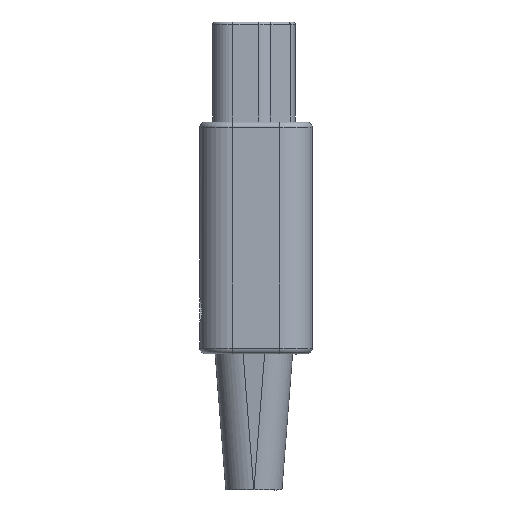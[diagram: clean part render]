
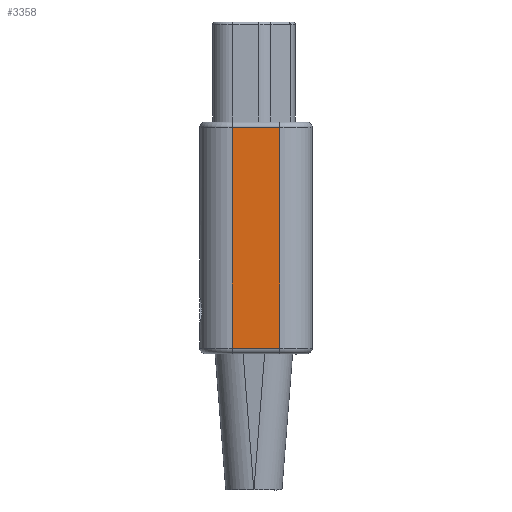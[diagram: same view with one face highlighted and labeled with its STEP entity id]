
A CAD part, left-side view. The second image highlights one B-rep face of the part: STEP entity #3358.
In plain terms, the highlighted planar face has unit normal (-1, 0, 0).
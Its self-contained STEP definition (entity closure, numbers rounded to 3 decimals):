
#509 = VERTEX_POINT ( 'NONE', #5031 ) ;
#3358 = ADVANCED_FACE ( 'NONE', ( #6760 ), #6755, .F. ) ;
#3372 = ORIENTED_EDGE ( 'NONE', *, *, #3485, .T. ) ;
#3379 = EDGE_LOOP ( 'NONE', ( #3372, #3489, #3380, #3482 ) ) ;
#3380 = ORIENTED_EDGE ( 'NONE', *, *, #3537, .T. ) ;
#3381 = EDGE_CURVE ( 'NONE', #6000, #3563, #6847, .T. ) ;
#3482 = ORIENTED_EDGE ( 'NONE', *, *, #3667, .T. ) ;
#3485 = EDGE_CURVE ( 'NONE', #3812, #6000, #7293, .T. ) ;
#3489 = ORIENTED_EDGE ( 'NONE', *, *, #3381, .T. ) ;
#3537 = EDGE_CURVE ( 'NONE', #3563, #509, #7402, .T. ) ;
#3563 = VERTEX_POINT ( 'NONE', #7443 ) ;
#3667 = EDGE_CURVE ( 'NONE', #509, #3812, #7514, .T. ) ;
#3812 = VERTEX_POINT ( 'NONE', #7798 ) ;
#5031 = CARTESIAN_POINT ( 'NONE',  ( -14.3, -5.4, -1. ) ) ;
#5071 = CARTESIAN_POINT ( 'NONE',  ( -14.3, 3.4, -42.3 ) ) ;
#6000 = VERTEX_POINT ( 'NONE', #5071 ) ;
#6755 = PLANE ( 'NONE',  #6770 ) ;
#6760 = FACE_OUTER_BOUND ( 'NONE', #3379, .T. ) ;
#6767 = DIRECTION ( 'NONE',  ( 0., 0., 1. ) ) ;
#6768 = DIRECTION ( 'NONE',  ( 1., 0., 0. ) ) ;
#6769 = CARTESIAN_POINT ( 'NONE',  ( -14.3, 0., 0. ) ) ;
#6770 = AXIS2_PLACEMENT_3D ( 'NONE', #6769, #6768, #6767 ) ;
#6844 = DIRECTION ( 'NONE',  ( 0., -1., 0. ) ) ;
#6845 = VECTOR ( 'NONE', #6844, 1000. ) ;
#6846 = CARTESIAN_POINT ( 'NONE',  ( -14.3, 0., -42.3 ) ) ;
#6847 = LINE ( 'NONE', #6846, #6845 ) ;
#7290 = DIRECTION ( 'NONE',  ( 0., 0., -1. ) ) ;
#7291 = VECTOR ( 'NONE', #7290, 1000. ) ;
#7292 = CARTESIAN_POINT ( 'NONE',  ( -14.3, 3.4, 0. ) ) ;
#7293 = LINE ( 'NONE', #7292, #7291 ) ;
#7399 = DIRECTION ( 'NONE',  ( 0., 0., 1. ) ) ;
#7400 = VECTOR ( 'NONE', #7399, 1000. ) ;
#7401 = CARTESIAN_POINT ( 'NONE',  ( -14.3, -5.4, -52.725 ) ) ;
#7402 = LINE ( 'NONE', #7401, #7400 ) ;
#7443 = CARTESIAN_POINT ( 'NONE',  ( -14.3, -5.4, -42.3 ) ) ;
#7513 = CARTESIAN_POINT ( 'NONE',  ( -14.3, 0., -1. ) ) ;
#7514 = LINE ( 'NONE', #7513, #7529 ) ;
#7528 = DIRECTION ( 'NONE',  ( 0., 1., 0. ) ) ;
#7529 = VECTOR ( 'NONE', #7528, 1000. ) ;
#7798 = CARTESIAN_POINT ( 'NONE',  ( -14.3, 3.4, -1. ) ) ;
